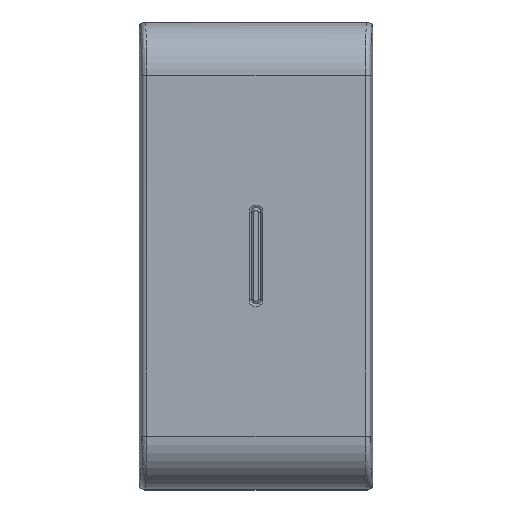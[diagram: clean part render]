
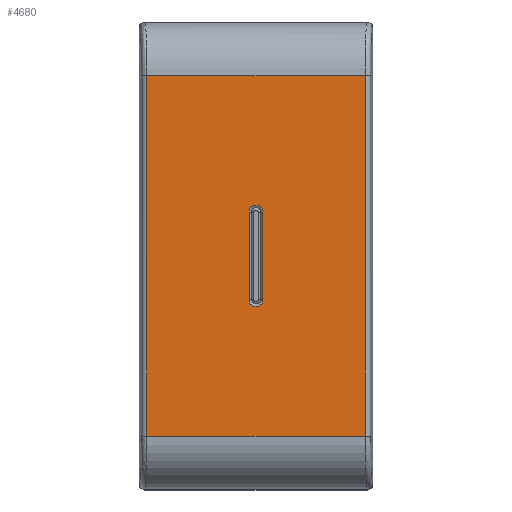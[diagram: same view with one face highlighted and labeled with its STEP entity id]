
A CAD part, top view. The second image highlights one B-rep face of the part: STEP entity #4680.
In plain terms, the highlighted planar face has unit normal (0, 0, 1).
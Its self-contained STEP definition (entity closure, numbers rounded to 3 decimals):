
#4609=AXIS2_PLACEMENT_3D('Circle Axis2P3D',#4607,#4608,$) ;
#4652=AXIS2_PLACEMENT_3D('Circle Axis2P3D',#4650,#4651,$) ;
#4666=AXIS2_PLACEMENT_3D('Plane Axis2P3D',#4663,#4664,#4665) ;
#4174=CARTESIAN_POINT('Line Origine',(0.,-16.903,9.7)) ;
#4178=CARTESIAN_POINT('Vertex',(-10.248,-16.903,9.7)) ;
#4180=CARTESIAN_POINT('Vertex',(10.248,-16.903,9.7)) ;
#4286=CARTESIAN_POINT('Vertex',(10.248,16.903,9.7)) ;
#4289=CARTESIAN_POINT('Line Origine',(10.248,0.,9.7)) ;
#4391=CARTESIAN_POINT('Vertex',(-10.248,16.903,9.7)) ;
#4394=CARTESIAN_POINT('Line Origine',(0.,16.903,9.7)) ;
#4487=CARTESIAN_POINT('Line Origine',(-10.248,0.,9.7)) ;
#4572=CARTESIAN_POINT('Vertex',(0.652,-4.1,9.7)) ;
#4575=CARTESIAN_POINT('Line Origine',(0.652,0.,9.7)) ;
#4579=CARTESIAN_POINT('Vertex',(0.652,4.1,9.7)) ;
#4604=CARTESIAN_POINT('Vertex',(-0.652,-4.1,9.7)) ;
#4607=CARTESIAN_POINT('Axis2P3D Location',(0.,-4.1,9.7)) ;
#4629=CARTESIAN_POINT('Vertex',(-0.652,4.1,9.7)) ;
#4632=CARTESIAN_POINT('Line Origine',(-0.652,0.,9.7)) ;
#4650=CARTESIAN_POINT('Axis2P3D Location',(0.,4.1,9.7)) ;
#4663=CARTESIAN_POINT('Axis2P3D Location',(0.,0.,9.7)) ;
#4175=DIRECTION('Vector Direction',(1.,0.,0.)) ;
#4290=DIRECTION('Vector Direction',(0.,1.,0.)) ;
#4395=DIRECTION('Vector Direction',(-1.,0.,0.)) ;
#4488=DIRECTION('Vector Direction',(0.,-1.,0.)) ;
#4576=DIRECTION('Vector Direction',(0.,-1.,0.)) ;
#4608=DIRECTION('Axis2P3D Direction',(0.,-0.,1.)) ;
#4633=DIRECTION('Vector Direction',(0.,-1.,0.)) ;
#4651=DIRECTION('Axis2P3D Direction',(-0.,0.,1.)) ;
#4664=DIRECTION('Axis2P3D Direction',(0.,0.,1.)) ;
#4665=DIRECTION('Axis2P3D XDirection',(1.,0.,0.)) ;
#4176=VECTOR('Line Direction',#4175,1.) ;
#4291=VECTOR('Line Direction',#4290,1.) ;
#4396=VECTOR('Line Direction',#4395,1.) ;
#4489=VECTOR('Line Direction',#4488,1.) ;
#4577=VECTOR('Line Direction',#4576,1.) ;
#4634=VECTOR('Line Direction',#4633,1.) ;
#4669=ORIENTED_EDGE('',*,*,#4398,.T.) ;
#4670=ORIENTED_EDGE('',*,*,#4491,.T.) ;
#4671=ORIENTED_EDGE('',*,*,#4182,.T.) ;
#4672=ORIENTED_EDGE('',*,*,#4293,.F.) ;
#4675=ORIENTED_EDGE('',*,*,#4654,.F.) ;
#4676=ORIENTED_EDGE('',*,*,#4581,.F.) ;
#4677=ORIENTED_EDGE('',*,*,#4611,.F.) ;
#4678=ORIENTED_EDGE('',*,*,#4636,.F.) ;
#4679=FACE_BOUND('',#4674,.T.) ;
#4680=ADVANCED_FACE('PartBody',(#4673,#4679),#4667,.T.) ;
#4610=CIRCLE('generated circle',#4609,0.652) ;
#4653=CIRCLE('generated circle',#4652,0.652) ;
#4182=EDGE_CURVE('',#4179,#4181,#4177,.T.) ;
#4293=EDGE_CURVE('',#4287,#4181,#4292,.F.) ;
#4398=EDGE_CURVE('',#4287,#4392,#4397,.T.) ;
#4491=EDGE_CURVE('',#4392,#4179,#4490,.T.) ;
#4581=EDGE_CURVE('',#4573,#4580,#4578,.F.) ;
#4611=EDGE_CURVE('',#4605,#4573,#4610,.T.) ;
#4636=EDGE_CURVE('',#4630,#4605,#4635,.T.) ;
#4654=EDGE_CURVE('',#4580,#4630,#4653,.T.) ;
#4668=EDGE_LOOP('',(#4669,#4670,#4671,#4672)) ;
#4674=EDGE_LOOP('',(#4675,#4676,#4677,#4678)) ;
#4673=FACE_OUTER_BOUND('',#4668,.T.) ;
#4177=LINE('Line',#4174,#4176) ;
#4292=LINE('Line',#4289,#4291) ;
#4397=LINE('Line',#4394,#4396) ;
#4490=LINE('Line',#4487,#4489) ;
#4578=LINE('Line',#4575,#4577) ;
#4635=LINE('Line',#4632,#4634) ;
#4667=PLANE('',#4666) ;
#4179=VERTEX_POINT('',#4178) ;
#4181=VERTEX_POINT('',#4180) ;
#4287=VERTEX_POINT('',#4286) ;
#4392=VERTEX_POINT('',#4391) ;
#4573=VERTEX_POINT('',#4572) ;
#4580=VERTEX_POINT('',#4579) ;
#4605=VERTEX_POINT('',#4604) ;
#4630=VERTEX_POINT('',#4629) ;
